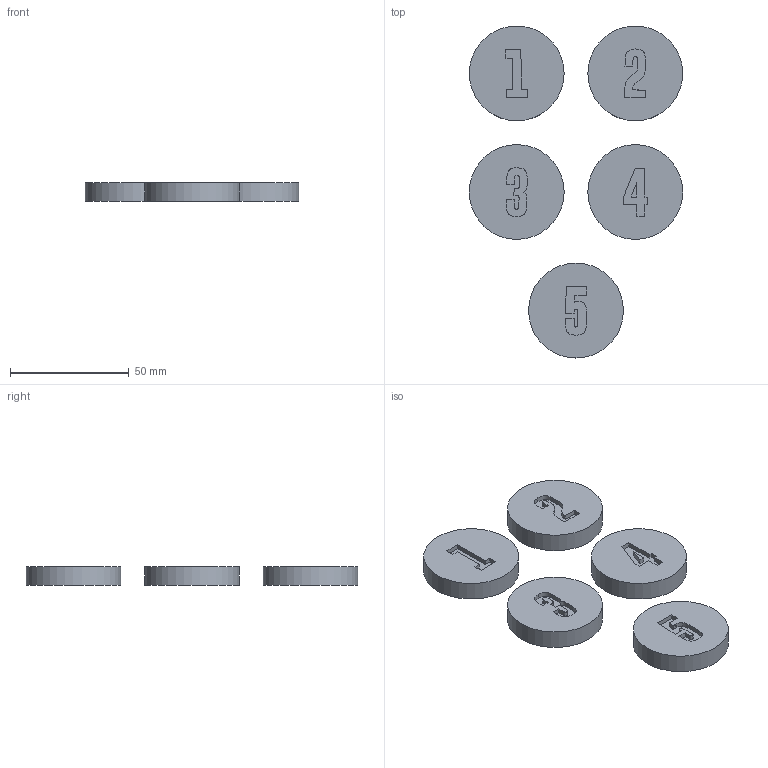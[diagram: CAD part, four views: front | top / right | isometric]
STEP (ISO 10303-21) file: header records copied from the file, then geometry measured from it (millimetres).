
FILE_DESCRIPTION(/* description */ (''),/* implementation_level */ '2;1');
FILE_NAME(/* name */ 'Chips v1.step',/* time_stamp */ '2024-08-19T16:23:05-07:00',/* author */ (''),/* organization */ (''),/* preprocessor_version */ 'ST-DEVELOPER v20',/* originating_system */ 'Autodesk Translation Framework v13.14.0.145',/* authorisation */ '');
FILE_SCHEMA (('AUTOMOTIVE_DESIGN { 1 0 10303 214 3 1 1 }'));
Length unit declared in the file: millimetre
Products named in the file (6): Chips; 1 GamePiece; 2 GamePiece; 3 GamePiece; 4 GamePiece; 5 GamePiece
Assembly tree (5 placements, depth 2):
  Chips
    1 GamePiece
    2 GamePiece
    3 GamePiece
    4 GamePiece
    5 GamePiece
Bounding box: 90 x 140 x 8 mm (x, y, z)
Volume: 49059.9 mm3; surface area: 18348.4 mm2
Topology: 5 solids, 5 shells, 115 faces, 297 edges, 198 vertices
Faces by surface type: plane 76, bspline 34, cylinder 5
Full cylindrical faces by diameter (mm): 40 x5
Entity records: 3976 total; most frequent: CARTESIAN_POINT 1199, ORIENTED_EDGE 594, DIRECTION 423, EDGE_CURVE 297, LINE 219, VECTOR 219, VERTEX_POINT 198, EDGE_LOOP 121
